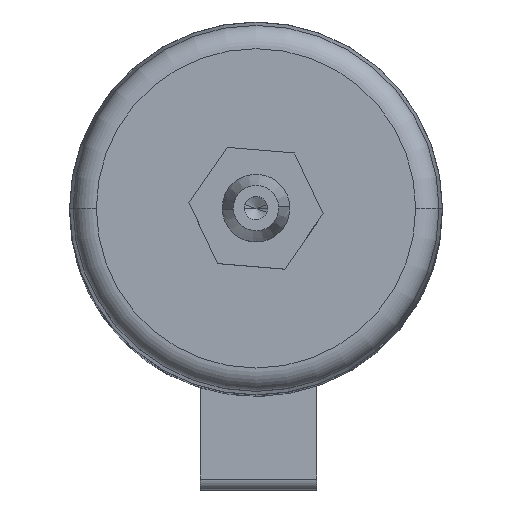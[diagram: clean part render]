
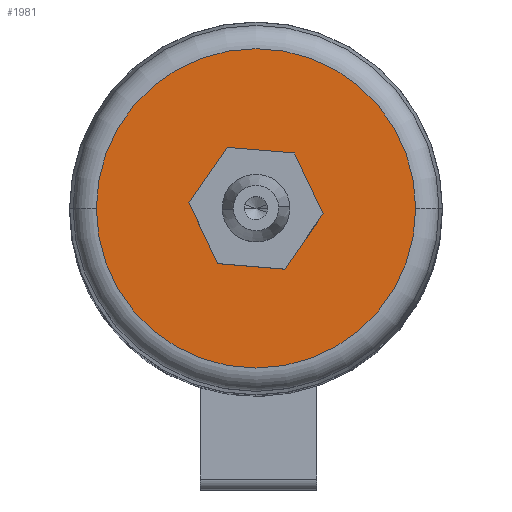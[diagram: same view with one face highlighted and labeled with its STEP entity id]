
A CAD part, top view. The second image highlights one B-rep face of the part: STEP entity #1981.
In plain terms, the highlighted planar face has unit normal (0, 0, 1).
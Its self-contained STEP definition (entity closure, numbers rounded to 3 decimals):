
#193 = DIRECTION ( 'NONE',  ( 1., 0., 0. ) ) ;
#199 = CARTESIAN_POINT ( 'NONE',  ( 0., 0., 54.9 ) ) ;
#355 = CARTESIAN_POINT ( 'NONE',  ( 6.85, 0., 54.9 ) ) ;
#475 = EDGE_CURVE ( 'NONE', #3220, #3544, #2198, .T. ) ;
#502 = DIRECTION ( 'NONE',  ( 0., 0., 1. ) ) ;
#509 = EDGE_LOOP ( 'NONE', ( #1616, #1113 ) ) ;
#595 = EDGE_LOOP ( 'NONE', ( #2570, #3707 ) ) ;
#653 = AXIS2_PLACEMENT_3D ( 'NONE', #1829, #3942, #4223 ) ;
#665 = AXIS2_PLACEMENT_3D ( 'NONE', #199, #4079, #3716 ) ;
#753 = CIRCLE ( 'NONE', #1352, 1.25 ) ;
#898 = CARTESIAN_POINT ( 'NONE',  ( 0., 0., 54.9 ) ) ;
#1113 = ORIENTED_EDGE ( 'NONE', *, *, #1899, .T. ) ;
#1293 = FACE_BOUND ( 'NONE', #595, .T. ) ;
#1352 = AXIS2_PLACEMENT_3D ( 'NONE', #2411, #2016, #3419 ) ;
#1410 = CIRCLE ( 'NONE', #2651, 6.85 ) ;
#1573 = DIRECTION ( 'NONE',  ( 1., 0., 0. ) ) ;
#1616 = ORIENTED_EDGE ( 'NONE', *, *, #4283, .T. ) ;
#1829 = CARTESIAN_POINT ( 'NONE',  ( 0., 0., 54.9 ) ) ;
#1899 = EDGE_CURVE ( 'NONE', #3930, #3356, #3241, .T. ) ;
#1981 = ADVANCED_FACE ( 'NONE', ( #2707, #1293 ), #2996, .T. ) ;
#2009 = CARTESIAN_POINT ( 'NONE',  ( 0., 0., 54.9 ) ) ;
#2016 = DIRECTION ( 'NONE',  ( 0., 0., 1. ) ) ;
#2198 = CIRCLE ( 'NONE', #653, 1.25 ) ;
#2218 = CARTESIAN_POINT ( 'NONE',  ( -6.85, 0., 54.9 ) ) ;
#2411 = CARTESIAN_POINT ( 'NONE',  ( 0., 0., 54.9 ) ) ;
#2570 = ORIENTED_EDGE ( 'NONE', *, *, #4171, .F. ) ;
#2614 = CARTESIAN_POINT ( 'NONE',  ( 1.25, 0., 54.9 ) ) ;
#2651 = AXIS2_PLACEMENT_3D ( 'NONE', #898, #502, #193 ) ;
#2707 = FACE_OUTER_BOUND ( 'NONE', #509, .T. ) ;
#2996 = PLANE ( 'NONE',  #4124 ) ;
#3056 = CARTESIAN_POINT ( 'NONE',  ( -1.25, 0., 54.9 ) ) ;
#3220 = VERTEX_POINT ( 'NONE', #3056 ) ;
#3241 = CIRCLE ( 'NONE', #665, 6.85 ) ;
#3356 = VERTEX_POINT ( 'NONE', #355 ) ;
#3419 = DIRECTION ( 'NONE',  ( 1., 0., 0. ) ) ;
#3544 = VERTEX_POINT ( 'NONE', #2614 ) ;
#3690 = DIRECTION ( 'NONE',  ( 0., 0., 1. ) ) ;
#3707 = ORIENTED_EDGE ( 'NONE', *, *, #475, .F. ) ;
#3716 = DIRECTION ( 'NONE',  ( 1., 0., 0. ) ) ;
#3930 = VERTEX_POINT ( 'NONE', #2218 ) ;
#3942 = DIRECTION ( 'NONE',  ( 0., 0., 1. ) ) ;
#4079 = DIRECTION ( 'NONE',  ( 0., 0., 1. ) ) ;
#4124 = AXIS2_PLACEMENT_3D ( 'NONE', #2009, #3690, #1573 ) ;
#4171 = EDGE_CURVE ( 'NONE', #3544, #3220, #753, .T. ) ;
#4223 = DIRECTION ( 'NONE',  ( 1., 0., 0. ) ) ;
#4283 = EDGE_CURVE ( 'NONE', #3356, #3930, #1410, .T. ) ;
